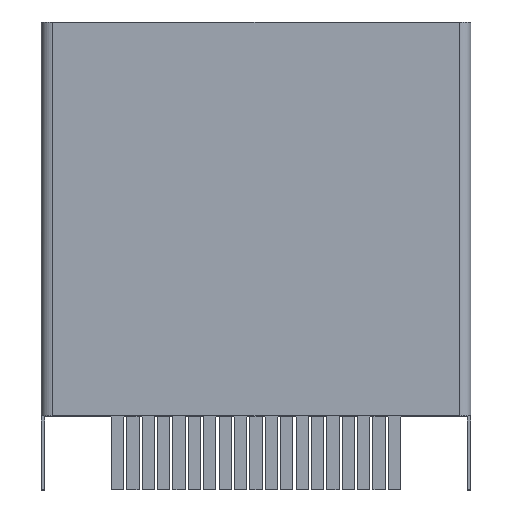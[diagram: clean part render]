
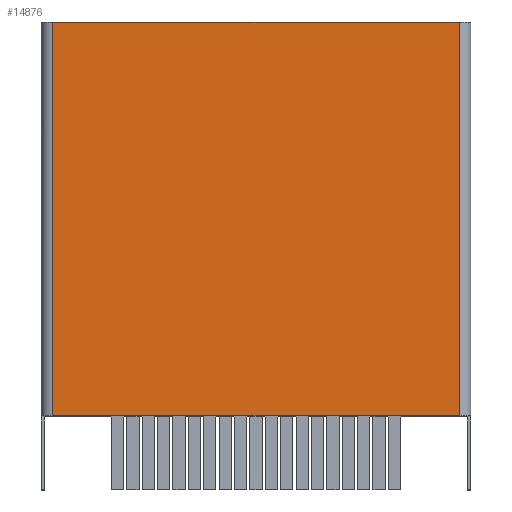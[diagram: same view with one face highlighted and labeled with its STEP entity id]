
A CAD part, top view. The second image highlights one B-rep face of the part: STEP entity #14876.
In plain terms, the highlighted planar face has unit normal (0, 0, 1).
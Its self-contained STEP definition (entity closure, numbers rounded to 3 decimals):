
#1530=FACE_OUTER_BOUND('',#2355,.T.);
#2355=EDGE_LOOP('',(#13129,#13130,#13131,#13132));
#3980=LINE('',#24570,#5660);
#3981=LINE('',#24572,#5661);
#3982=LINE('',#24574,#5662);
#3983=LINE('',#24575,#5663);
#5660=VECTOR('',#19943,10.);
#5661=VECTOR('',#19944,10.);
#5662=VECTOR('',#19945,10.);
#5663=VECTOR('',#19946,1000.);
#7095=VERTEX_POINT('',#24568);
#7096=VERTEX_POINT('',#24569);
#7097=VERTEX_POINT('',#24571);
#7098=VERTEX_POINT('',#24573);
#9158=EDGE_CURVE('',#7095,#7096,#3980,.T.);
#9159=EDGE_CURVE('',#7096,#7097,#3981,.F.);
#9160=EDGE_CURVE('',#7098,#7097,#3982,.T.);
#9161=EDGE_CURVE('',#7095,#7098,#3983,.T.);
#13129=ORIENTED_EDGE('',*,*,#9158,.T.);
#13130=ORIENTED_EDGE('',*,*,#9159,.T.);
#13131=ORIENTED_EDGE('',*,*,#9160,.F.);
#13132=ORIENTED_EDGE('',*,*,#9161,.F.);
#14113=PLANE('',#16084);
#14876=ADVANCED_FACE('',(#1530),#14113,.F.);
#16084=AXIS2_PLACEMENT_3D('',#24567,#19941,#19942);
#19941=DIRECTION('center_axis',(0.,0.,-1.));
#19942=DIRECTION('ref_axis',(-1.,0.,0.));
#19943=DIRECTION('',(0.,-1.,0.));
#19944=DIRECTION('',(-1.,0.,0.));
#19945=DIRECTION('',(0.,-1.,0.));
#19946=DIRECTION('',(1.,0.,0.));
#24567=CARTESIAN_POINT('Origin',(-6.985,4.8,2.156));
#24568=CARTESIAN_POINT('',(-6.604,6.4,2.156));
#24569=CARTESIAN_POINT('',(-6.604,-6.4,2.156));
#24570=CARTESIAN_POINT('',(-6.604,-4.344,2.156));
#24571=CARTESIAN_POINT('',(6.604,-6.4,2.156));
#24572=CARTESIAN_POINT('',(-3.878,-6.4,2.156));
#24573=CARTESIAN_POINT('',(6.604,6.4,2.156));
#24574=CARTESIAN_POINT('',(6.604,-4.344,2.156));
#24575=CARTESIAN_POINT('',(-6.985,6.4,2.156));
